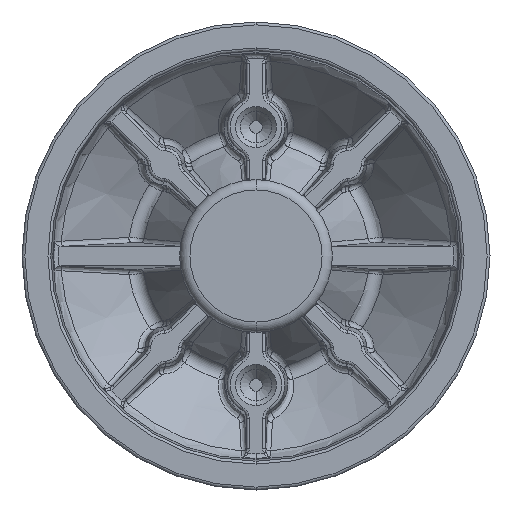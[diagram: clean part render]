
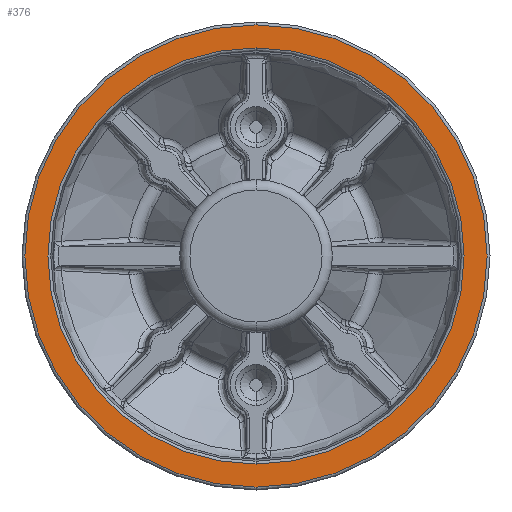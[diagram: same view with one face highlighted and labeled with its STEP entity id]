
A CAD part, front view. The second image highlights one B-rep face of the part: STEP entity #376.
In plain terms, the highlighted planar face has unit normal (0, -1, 0).
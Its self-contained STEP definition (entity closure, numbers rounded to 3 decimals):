
#4 = DIRECTION ( 'NONE',  ( 0., 0., -1. ) ) ;
#120 = CARTESIAN_POINT ( 'NONE',  ( 0., -1., 21.785 ) ) ;
#376 = ADVANCED_FACE ( 'NONE', ( #14580, #7649 ), #12332, .T. ) ;
#1400 = CARTESIAN_POINT ( 'NONE',  ( 0., -1., 0. ) ) ;
#1679 = EDGE_CURVE ( 'NONE', #6146, #11690, #11310, .T. ) ;
#2165 = AXIS2_PLACEMENT_3D ( 'NONE', #6547, #15651, #7844 ) ;
#2715 = DIRECTION ( 'NONE',  ( 0., 0., -1. ) ) ;
#2888 = CARTESIAN_POINT ( 'NONE',  ( 0., -1., 0. ) ) ;
#3120 = CARTESIAN_POINT ( 'NONE',  ( 0., -1., -24.2 ) ) ;
#3241 = VERTEX_POINT ( 'NONE', #3120 ) ;
#3308 = DIRECTION ( 'NONE',  ( 0., -1., 0. ) ) ;
#3673 = EDGE_CURVE ( 'NONE', #11690, #6146, #11702, .T. ) ;
#4073 = CARTESIAN_POINT ( 'NONE',  ( 0., -1., 24.2 ) ) ;
#4193 = DIRECTION ( 'NONE',  ( 0., 0., -1. ) ) ;
#6146 = VERTEX_POINT ( 'NONE', #16223 ) ;
#6383 = ORIENTED_EDGE ( 'NONE', *, *, #8770, .T. ) ;
#6547 = CARTESIAN_POINT ( 'NONE',  ( 0., -1., 0. ) ) ;
#7649 = FACE_BOUND ( 'NONE', #14116, .T. ) ;
#7800 = DIRECTION ( 'NONE',  ( 0., -1., 0. ) ) ;
#7844 = DIRECTION ( 'NONE',  ( 0., 0., -1. ) ) ;
#8770 = EDGE_CURVE ( 'NONE', #16847, #3241, #10616, .T. ) ;
#9128 = EDGE_CURVE ( 'NONE', #3241, #16847, #11209, .T. ) ;
#9782 = AXIS2_PLACEMENT_3D ( 'NONE', #1400, #10525, #2715 ) ;
#10525 = DIRECTION ( 'NONE',  ( 0., -1., 0. ) ) ;
#10616 = CIRCLE ( 'NONE', #12204, 24.2 ) ;
#11123 = CARTESIAN_POINT ( 'NONE',  ( -24.5, -1., 0. ) ) ;
#11209 = CIRCLE ( 'NONE', #9782, 24.2 ) ;
#11310 = CIRCLE ( 'NONE', #12657, 21.785 ) ;
#11690 = VERTEX_POINT ( 'NONE', #120 ) ;
#11702 = CIRCLE ( 'NONE', #2165, 21.785 ) ;
#12020 = DIRECTION ( 'NONE',  ( 0., 1., 0. ) ) ;
#12177 = EDGE_LOOP ( 'NONE', ( #14845, #6383 ) ) ;
#12204 = AXIS2_PLACEMENT_3D ( 'NONE', #15595, #7800, #4 ) ;
#12332 = PLANE ( 'NONE',  #13713 ) ;
#12450 = DIRECTION ( 'NONE',  ( 0., 0., -1. ) ) ;
#12657 = AXIS2_PLACEMENT_3D ( 'NONE', #2888, #12020, #4193 ) ;
#13681 = ORIENTED_EDGE ( 'NONE', *, *, #3673, .T. ) ;
#13713 = AXIS2_PLACEMENT_3D ( 'NONE', #11123, #3308, #12450 ) ;
#14116 = EDGE_LOOP ( 'NONE', ( #16174, #13681 ) ) ;
#14580 = FACE_OUTER_BOUND ( 'NONE', #12177, .T. ) ;
#14845 = ORIENTED_EDGE ( 'NONE', *, *, #9128, .T. ) ;
#15595 = CARTESIAN_POINT ( 'NONE',  ( 0., -1., 0. ) ) ;
#15651 = DIRECTION ( 'NONE',  ( 0., 1., 0. ) ) ;
#16174 = ORIENTED_EDGE ( 'NONE', *, *, #1679, .T. ) ;
#16223 = CARTESIAN_POINT ( 'NONE',  ( 0., -1., -21.785 ) ) ;
#16847 = VERTEX_POINT ( 'NONE', #4073 ) ;
